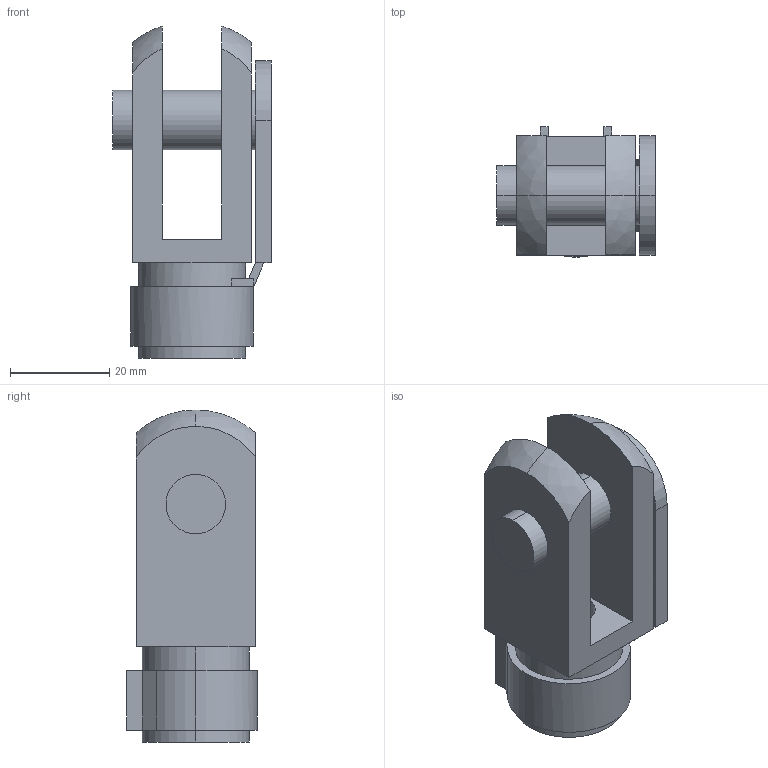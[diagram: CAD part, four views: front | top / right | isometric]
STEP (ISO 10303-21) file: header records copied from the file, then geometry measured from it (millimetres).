
FILE_DESCRIPTION(('STEP AP203'),'1');
FILE_NAME('chape_kf-15040.stp','2018-10-24T11:43:31',('TraceParts'),('TraceParts S.A.'),'Spatial InterOp 3D',' ',' ');
FILE_SCHEMA(('CONFIG_CONTROL_DESIGN'));
Length unit declared in the file: millimetre
Products named in the file (1): 1
Bounding box: 32 x 26.31 x 67 mm (x, y, z)
Volume: 24401.4 mm3; surface area: 11674.9 mm2
Topology: 1 solids, 1 shells, 70 faces, 189 edges, 124 vertices
Faces by surface type: plane 44, cylinder 20, sphere 4, cone 2
Entity records: 2264 total; most frequent: DIRECTION 394, CARTESIAN_POINT 384, ORIENTED_EDGE 378, EDGE_CURVE 189, AXIS2_PLACEMENT_3D 134, LINE 126, VECTOR 126, VERTEX_POINT 124
